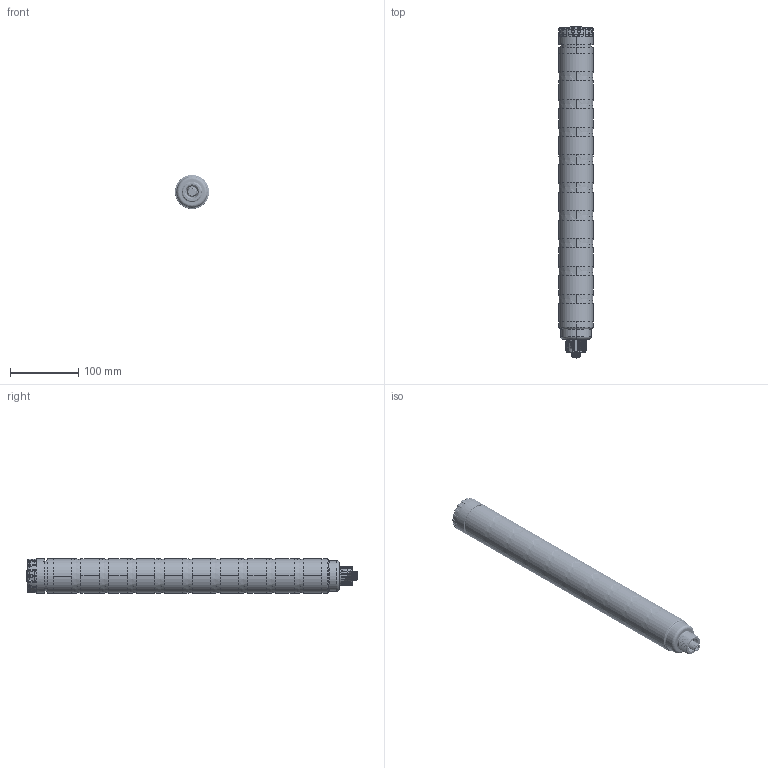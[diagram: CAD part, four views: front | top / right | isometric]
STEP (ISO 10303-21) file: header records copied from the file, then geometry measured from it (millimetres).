
FILE_DESCRIPTION((''),'2;1');
FILE_NAME('205828_ASM','2018-04-27T',('pdmadmin'),('BANNER ENGINEERING'),'CREO PARAMETRIC BY PTC INC, 2016260','CREO PARAMETRIC BY PTC INC, 2016260','');
FILE_SCHEMA(('CONFIG_CONTROL_DESIGN'));
Products named in the file (9): 140410; 141960; 188201; 140427_WEB_MODEL; 140412; 143280; 143281_WEB_MODEL; 143282; 205828_ASM
Assembly tree (25 placements, depth 2):
  205828_ASM
    140410
    141960
    188201
    140427_WEB_MODEL  x10
    140412  x9
    143280
    143281_WEB_MODEL
    143282
Bounding box: 50 x 485.6 x 50 mm (x, y, z)
Volume: 269764.2 mm3; surface area: 278957 mm2
Topology: 25 solids, 25 shells, 3935 faces, 10339 edges, 6677 vertices
Faces by surface type: plane 1973, cylinder 1066, cone 364, bspline 290, torus 242
Entity records: 84243 total; most frequent: CARTESIAN_POINT 48564, ORIENTED_EDGE 7658, DIRECTION 7212, EDGE_CURVE 3829, AXIS2_PLACEMENT_3D 2821, VERTEX_POINT 2421, EDGE_LOOP 1590, VECTOR 1570
